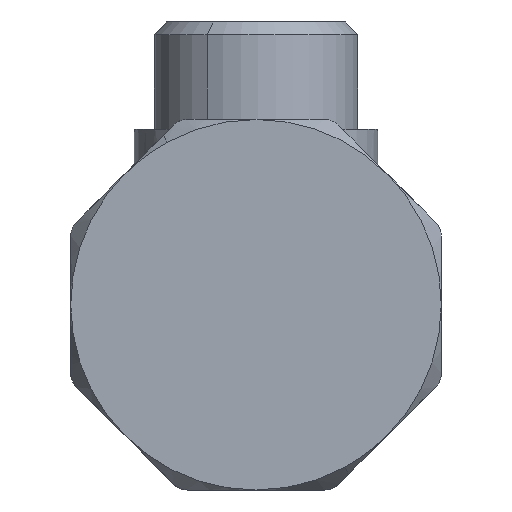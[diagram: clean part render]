
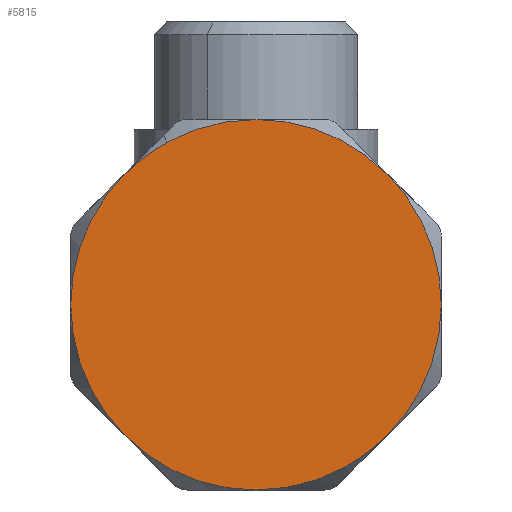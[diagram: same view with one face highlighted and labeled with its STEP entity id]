
A CAD part, left-side view. The second image highlights one B-rep face of the part: STEP entity #5815.
In plain terms, the highlighted planar face has unit normal (-1, 0, 0).
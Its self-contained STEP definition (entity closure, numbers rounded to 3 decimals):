
#4527=CARTESIAN_POINT('Vertex',(-82.,-13.435,13.435)) ;
#4639=CARTESIAN_POINT('Vertex',(-82.,-19.,0.)) ;
#4716=CARTESIAN_POINT('Vertex',(-82.,-13.435,-13.435)) ;
#4801=CARTESIAN_POINT('Vertex',(-82.,0.,-19.)) ;
#4878=CARTESIAN_POINT('Vertex',(-82.,13.435,-13.435)) ;
#4956=CARTESIAN_POINT('Vertex',(-82.,19.,0.)) ;
#5033=CARTESIAN_POINT('Vertex',(-82.,13.435,13.435)) ;
#5123=CARTESIAN_POINT('Vertex',(-82.,0.,19.)) ;
#5668=CARTESIAN_POINT('Vertex',(-82.,9.109,16.674)) ;
#5671=CARTESIAN_POINT('Axis2P3D Location',(-82.,0.,0.)) ;
#5684=CARTESIAN_POINT('Axis2P3D Location',(-82.,0.,0.)) ;
#5696=CARTESIAN_POINT('Axis2P3D Location',(-82.,0.,0.)) ;
#5708=CARTESIAN_POINT('Axis2P3D Location',(-82.,0.,0.)) ;
#5720=CARTESIAN_POINT('Axis2P3D Location',(-82.,0.,0.)) ;
#5724=CARTESIAN_POINT('Vertex',(-82.,-9.109,-16.674)) ;
#5738=CARTESIAN_POINT('Axis2P3D Location',(-82.,0.,0.)) ;
#5751=CARTESIAN_POINT('Axis2P3D Location',(-82.,0.,0.)) ;
#5763=CARTESIAN_POINT('Axis2P3D Location',(-82.,0.,0.)) ;
#5775=CARTESIAN_POINT('Axis2P3D Location',(-82.,0.,0.)) ;
#5787=CARTESIAN_POINT('Axis2P3D Location',(-82.,0.,0.)) ;
#5798=CARTESIAN_POINT('Axis2P3D Location',(-82.,0.,-19.)) ;
#5672=DIRECTION('Axis2P3D Direction',(1.,-0.,0.)) ;
#5685=DIRECTION('Axis2P3D Direction',(1.,-0.,0.)) ;
#5697=DIRECTION('Axis2P3D Direction',(1.,-0.,0.)) ;
#5709=DIRECTION('Axis2P3D Direction',(1.,-0.,0.)) ;
#5721=DIRECTION('Axis2P3D Direction',(1.,-0.,0.)) ;
#5739=DIRECTION('Axis2P3D Direction',(1.,-0.,0.)) ;
#5752=DIRECTION('Axis2P3D Direction',(1.,-0.,0.)) ;
#5764=DIRECTION('Axis2P3D Direction',(1.,-0.,0.)) ;
#5776=DIRECTION('Axis2P3D Direction',(1.,-0.,0.)) ;
#5788=DIRECTION('Axis2P3D Direction',(1.,-0.,0.)) ;
#5799=DIRECTION('Axis2P3D Direction',(-1.,0.,0.)) ;
#5800=DIRECTION('Axis2P3D XDirection',(0.,1.,0.)) ;
#5673=AXIS2_PLACEMENT_3D('Circle Axis2P3D',#5671,#5672,$) ;
#5686=AXIS2_PLACEMENT_3D('Circle Axis2P3D',#5684,#5685,$) ;
#5698=AXIS2_PLACEMENT_3D('Circle Axis2P3D',#5696,#5697,$) ;
#5710=AXIS2_PLACEMENT_3D('Circle Axis2P3D',#5708,#5709,$) ;
#5722=AXIS2_PLACEMENT_3D('Circle Axis2P3D',#5720,#5721,$) ;
#5740=AXIS2_PLACEMENT_3D('Circle Axis2P3D',#5738,#5739,$) ;
#5753=AXIS2_PLACEMENT_3D('Circle Axis2P3D',#5751,#5752,$) ;
#5765=AXIS2_PLACEMENT_3D('Circle Axis2P3D',#5763,#5764,$) ;
#5777=AXIS2_PLACEMENT_3D('Circle Axis2P3D',#5775,#5776,$) ;
#5789=AXIS2_PLACEMENT_3D('Circle Axis2P3D',#5787,#5788,$) ;
#5801=AXIS2_PLACEMENT_3D('Plane Axis2P3D',#5798,#5799,#5800) ;
#5804=ORIENTED_EDGE('',*,*,#5726,.T.) ;
#5805=ORIENTED_EDGE('',*,*,#5712,.T.) ;
#5806=ORIENTED_EDGE('',*,*,#5700,.T.) ;
#5807=ORIENTED_EDGE('',*,*,#5688,.T.) ;
#5808=ORIENTED_EDGE('',*,*,#5675,.T.) ;
#5809=ORIENTED_EDGE('',*,*,#5791,.T.) ;
#5810=ORIENTED_EDGE('',*,*,#5779,.T.) ;
#5811=ORIENTED_EDGE('',*,*,#5767,.T.) ;
#5812=ORIENTED_EDGE('',*,*,#5755,.T.) ;
#5813=ORIENTED_EDGE('',*,*,#5742,.T.) ;
#5815=ADVANCED_FACE('PartBody',(#5814),#5802,.T.) ;
#5674=CIRCLE('generated circle',#5673,19.) ;
#5687=CIRCLE('generated circle',#5686,19.) ;
#5699=CIRCLE('generated circle',#5698,19.) ;
#5711=CIRCLE('generated circle',#5710,19.) ;
#5723=CIRCLE('generated circle',#5722,19.) ;
#5741=CIRCLE('generated circle',#5740,19.) ;
#5754=CIRCLE('generated circle',#5753,19.) ;
#5766=CIRCLE('generated circle',#5765,19.) ;
#5778=CIRCLE('generated circle',#5777,19.) ;
#5790=CIRCLE('generated circle',#5789,19.) ;
#5675=EDGE_CURVE('',#5124,#5669,#5674,.F.) ;
#5688=EDGE_CURVE('',#4528,#5124,#5687,.F.) ;
#5700=EDGE_CURVE('',#4640,#4528,#5699,.F.) ;
#5712=EDGE_CURVE('',#4717,#4640,#5711,.F.) ;
#5726=EDGE_CURVE('',#5725,#4717,#5723,.F.) ;
#5742=EDGE_CURVE('',#4802,#5725,#5741,.F.) ;
#5755=EDGE_CURVE('',#4879,#4802,#5754,.F.) ;
#5767=EDGE_CURVE('',#4957,#4879,#5766,.F.) ;
#5779=EDGE_CURVE('',#5034,#4957,#5778,.F.) ;
#5791=EDGE_CURVE('',#5669,#5034,#5790,.F.) ;
#5803=EDGE_LOOP('',(#5804,#5805,#5806,#5807,#5808,#5809,#5810,#5811,#5812,#5813)) ;
#5814=FACE_OUTER_BOUND('',#5803,.T.) ;
#5802=PLANE('',#5801) ;
#4528=VERTEX_POINT('',#4527) ;
#4640=VERTEX_POINT('',#4639) ;
#4717=VERTEX_POINT('',#4716) ;
#4802=VERTEX_POINT('',#4801) ;
#4879=VERTEX_POINT('',#4878) ;
#4957=VERTEX_POINT('',#4956) ;
#5034=VERTEX_POINT('',#5033) ;
#5124=VERTEX_POINT('',#5123) ;
#5669=VERTEX_POINT('',#5668) ;
#5725=VERTEX_POINT('',#5724) ;
